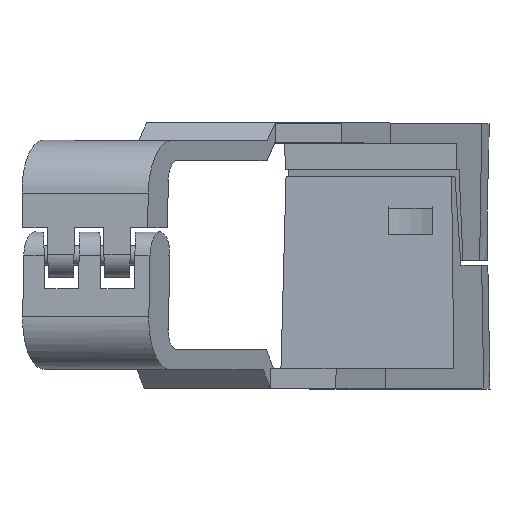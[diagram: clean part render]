
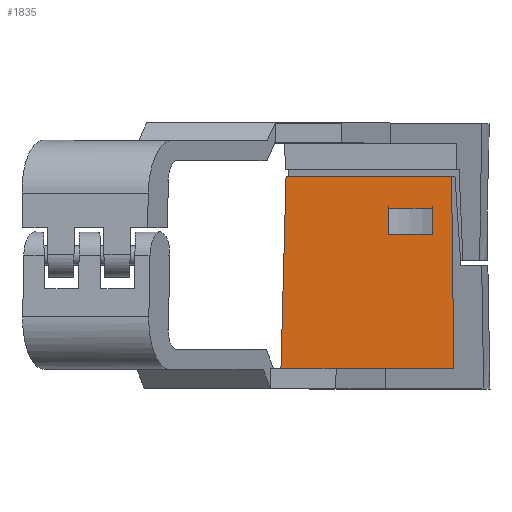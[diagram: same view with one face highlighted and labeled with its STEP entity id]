
A CAD part, top view. The second image highlights one B-rep face of the part: STEP entity #1835.
In plain terms, the highlighted planar face has unit normal (0, 0.018, 1).
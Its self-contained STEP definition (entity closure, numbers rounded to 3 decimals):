
#445=ORIENTED_EDGE('',*,*,#769,.F.);
#446=ORIENTED_EDGE('',*,*,#771,.F.);
#447=ORIENTED_EDGE('',*,*,#761,.F.);
#448=ORIENTED_EDGE('',*,*,#765,.F.);
#449=ORIENTED_EDGE('',*,*,#792,.T.);
#450=ORIENTED_EDGE('',*,*,#793,.T.);
#451=ORIENTED_EDGE('',*,*,#794,.T.);
#452=ORIENTED_EDGE('',*,*,#784,.T.);
#761=EDGE_CURVE('',#967,#968,#1157,.T.);
#765=EDGE_CURVE('',#970,#967,#1161,.T.);
#769=EDGE_CURVE('',#973,#970,#1165,.T.);
#771=EDGE_CURVE('',#968,#973,#1167,.T.);
#784=EDGE_CURVE('',#980,#985,#1178,.T.);
#792=EDGE_CURVE('',#985,#991,#1184,.T.);
#793=EDGE_CURVE('',#991,#992,#1185,.T.);
#794=EDGE_CURVE('',#992,#980,#1186,.T.);
#967=VERTEX_POINT('',#2873);
#968=VERTEX_POINT('',#2875);
#970=VERTEX_POINT('',#2881);
#973=VERTEX_POINT('',#2889);
#980=VERTEX_POINT('',#2910);
#985=VERTEX_POINT('',#2920);
#991=VERTEX_POINT('',#2937);
#992=VERTEX_POINT('',#2941);
#1157=LINE('',#2874,#1361);
#1161=LINE('',#2883,#1365);
#1165=LINE('',#2890,#1369);
#1167=LINE('',#2893,#1371);
#1178=LINE('',#2921,#1382);
#1184=LINE('',#2938,#1388);
#1185=LINE('',#2940,#1389);
#1186=LINE('',#2942,#1390);
#1361=VECTOR('',#2353,1000.);
#1365=VECTOR('',#2359,1000.);
#1369=VECTOR('',#2365,1000.);
#1371=VECTOR('',#2369,1000.);
#1382=VECTOR('',#2390,1000.);
#1388=VECTOR('',#2406,1000.);
#1389=VECTOR('',#2409,1000.);
#1390=VECTOR('',#2410,1000.);
#1529=EDGE_LOOP('',(#445,#446,#447,#448));
#1530=EDGE_LOOP('',(#449,#450,#451,#452));
#1651=FACE_BOUND('',#1529,.T.);
#1652=FACE_BOUND('',#1530,.T.);
#1744=PLANE('',#2004);
#1835=ADVANCED_FACE('',(#1651,#1652),#1744,.T.);
#2004=AXIS2_PLACEMENT_3D('',#2939,#2407,#2408);
#2353=DIRECTION('',(1.,0.,0.));
#2359=DIRECTION('',(0.,-1.,0.017));
#2365=DIRECTION('',(-1.,0.,0.));
#2369=DIRECTION('',(0.,1.,-0.017));
#2390=DIRECTION('',(-0.012,1.,-0.017));
#2406=DIRECTION('',(-1.,0.,0.));
#2407=DIRECTION('',(0.,0.017,1.));
#2408=DIRECTION('',(0.,-1.,0.017));
#2409=DIRECTION('',(-0.026,-0.999,0.017));
#2410=DIRECTION('',(1.,0.,0.));
#2873=CARTESIAN_POINT('',(55.862,0.923,-23.785));
#2874=CARTESIAN_POINT('',(14.77,0.923,-23.785));
#2875=CARTESIAN_POINT('',(62.496,0.923,-23.785));
#2881=CARTESIAN_POINT('',(55.862,4.943,-23.855));
#2883=CARTESIAN_POINT('',(55.862,-7.951,-23.63));
#2889=CARTESIAN_POINT('',(62.496,4.943,-23.855));
#2890=CARTESIAN_POINT('',(14.77,4.943,-23.855));
#2893=CARTESIAN_POINT('',(62.496,-7.951,-23.63));
#2910=CARTESIAN_POINT('',(65.759,-19.393,-23.431));
#2920=CARTESIAN_POINT('',(65.423,9.807,-23.94));
#2921=CARTESIAN_POINT('',(65.62,-7.366,-23.641));
#2937=CARTESIAN_POINT('',(40.309,9.807,-23.94));
#2938=CARTESIAN_POINT('',(14.77,9.807,-23.94));
#2939=CARTESIAN_POINT('',(14.77,-7.951,-23.63));
#2940=CARTESIAN_POINT('',(39.821,-8.614,-23.619));
#2941=CARTESIAN_POINT('',(39.536,-19.393,-23.431));
#2942=CARTESIAN_POINT('',(40.606,-19.393,-23.431));
